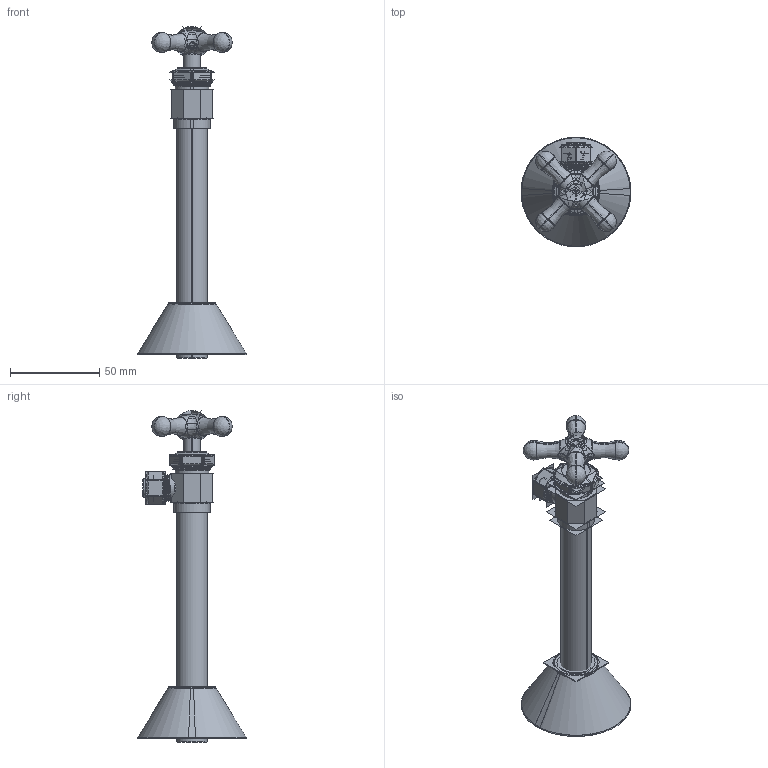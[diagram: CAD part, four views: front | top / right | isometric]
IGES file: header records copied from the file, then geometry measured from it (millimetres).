
Start section:  PTC IGES file: 416x.igs
Global section: file name: 416x.igs; native system: Creo Parametric by PTC Inc.; preprocessor: 2018500; author: NSantos; organization: Unknown; date: 20210615.171623; units: inch
Bounding box: 61.52 x 61.42 x 186.21 mm (x, y, z)
Surface area: 1280159.7 mm2 (no closed solid volume)
Topology: 0 solids, 0 shells, 1442 faces, 25837 edges, 34183 vertices
Faces by surface type: revolution 814, bspline 626, extrusion 2
